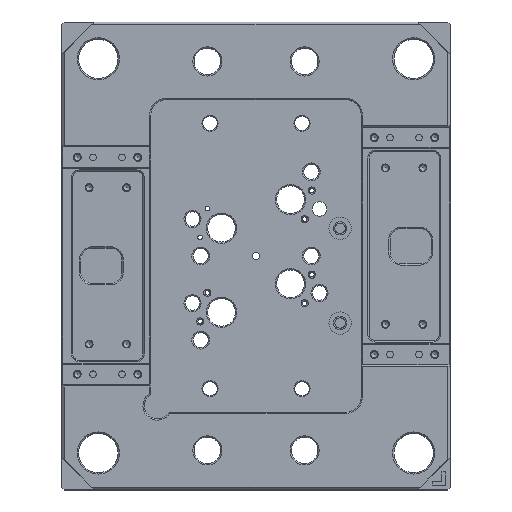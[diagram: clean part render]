
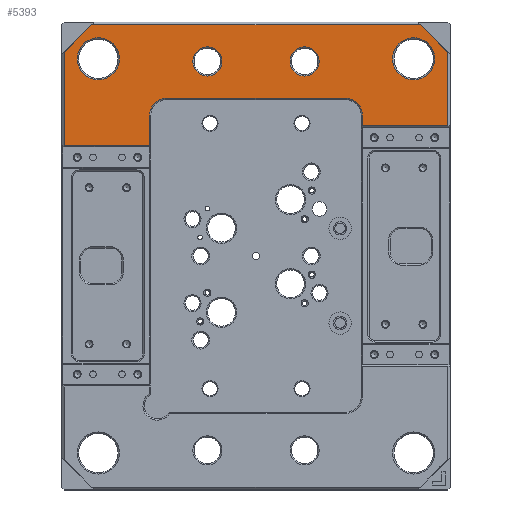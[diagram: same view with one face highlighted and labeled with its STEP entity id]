
A CAD part, top view. The second image highlights one B-rep face of the part: STEP entity #5393.
In plain terms, the highlighted planar face has unit normal (0, 0, 1).
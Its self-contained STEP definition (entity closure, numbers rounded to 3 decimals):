
#2904=LINE('',#28117,#4188);
#2905=LINE('',#28120,#4189);
#2906=LINE('',#28122,#4190);
#2907=LINE('',#28124,#4191);
#2908=LINE('',#28126,#4192);
#2909=LINE('',#28128,#4193);
#2910=LINE('',#28130,#4194);
#2911=LINE('',#28132,#4195);
#2912=LINE('',#28134,#4196);
#2913=LINE('',#28138,#4197);
#4188=VECTOR('',#22433,1.);
#4189=VECTOR('',#22434,1.);
#4190=VECTOR('',#22435,1.);
#4191=VECTOR('',#22436,1.);
#4192=VECTOR('',#22437,1.);
#4193=VECTOR('',#22438,1.);
#4194=VECTOR('',#22439,1.);
#4195=VECTOR('',#22440,1.);
#4196=VECTOR('',#22441,1.);
#4197=VECTOR('',#22444,1.);
#5393=ADVANCED_FACE('',(#7078,#7079,#7080,#7081,#7082),#6526,.T.);
#6526=PLANE('',#20003);
#7078=FACE_BOUND('',#7778,.T.);
#7079=FACE_BOUND('',#7779,.T.);
#7080=FACE_BOUND('',#7780,.T.);
#7081=FACE_BOUND('',#7781,.T.);
#7082=FACE_BOUND('',#7782,.T.);
#7778=EDGE_LOOP('',(#9484));
#7779=EDGE_LOOP('',(#9485));
#7780=EDGE_LOOP('',(#9486));
#7781=EDGE_LOOP('',(#9487));
#7782=EDGE_LOOP('',(#9488,#9489,#9490,#9491,#9492,#9493,#9494,#9495,#9496,
#9497,#9498,#9499));
#9484=ORIENTED_EDGE('',*,*,#16476,.T.);
#9485=ORIENTED_EDGE('',*,*,#16477,.T.);
#9486=ORIENTED_EDGE('',*,*,#16478,.T.);
#9487=ORIENTED_EDGE('',*,*,#16479,.T.);
#9488=ORIENTED_EDGE('',*,*,#16480,.T.);
#9489=ORIENTED_EDGE('',*,*,#16481,.T.);
#9490=ORIENTED_EDGE('',*,*,#16482,.T.);
#9491=ORIENTED_EDGE('',*,*,#16483,.F.);
#9492=ORIENTED_EDGE('',*,*,#16484,.T.);
#9493=ORIENTED_EDGE('',*,*,#16485,.T.);
#9494=ORIENTED_EDGE('',*,*,#16486,.T.);
#9495=ORIENTED_EDGE('',*,*,#16487,.T.);
#9496=ORIENTED_EDGE('',*,*,#16488,.T.);
#9497=ORIENTED_EDGE('',*,*,#16489,.T.);
#9498=ORIENTED_EDGE('',*,*,#16490,.T.);
#9499=ORIENTED_EDGE('',*,*,#16491,.T.);
#14674=VERTEX_POINT('',#28110);
#14675=VERTEX_POINT('',#28112);
#14676=VERTEX_POINT('',#28114);
#14677=VERTEX_POINT('',#28116);
#14678=VERTEX_POINT('',#28118);
#14679=VERTEX_POINT('',#28119);
#14680=VERTEX_POINT('',#28121);
#14681=VERTEX_POINT('',#28123);
#14682=VERTEX_POINT('',#28125);
#14683=VERTEX_POINT('',#28127);
#14684=VERTEX_POINT('',#28129);
#14685=VERTEX_POINT('',#28131);
#14686=VERTEX_POINT('',#28133);
#14687=VERTEX_POINT('',#28135);
#14688=VERTEX_POINT('',#28137);
#14689=VERTEX_POINT('',#28139);
#16476=EDGE_CURVE('',#14674,#14674,#18961,.T.);
#16477=EDGE_CURVE('',#14675,#14675,#18962,.T.);
#16478=EDGE_CURVE('',#14676,#14676,#18963,.T.);
#16479=EDGE_CURVE('',#14677,#14677,#18964,.T.);
#16480=EDGE_CURVE('',#14678,#14679,#2904,.T.);
#16481=EDGE_CURVE('',#14679,#14680,#2905,.T.);
#16482=EDGE_CURVE('',#14680,#14681,#2906,.T.);
#16483=EDGE_CURVE('',#14682,#14681,#2907,.T.);
#16484=EDGE_CURVE('',#14682,#14683,#2908,.T.);
#16485=EDGE_CURVE('',#14683,#14684,#2909,.T.);
#16486=EDGE_CURVE('',#14684,#14685,#2910,.T.);
#16487=EDGE_CURVE('',#14685,#14686,#2911,.T.);
#16488=EDGE_CURVE('',#14686,#14687,#2912,.T.);
#16489=EDGE_CURVE('',#14687,#14688,#18965,.T.);
#16490=EDGE_CURVE('',#14688,#14689,#2913,.T.);
#16491=EDGE_CURVE('',#14689,#14678,#18966,.T.);
#18961=CIRCLE('',#19997,16.);
#18962=CIRCLE('',#19998,11.1);
#18963=CIRCLE('',#19999,11.1);
#18964=CIRCLE('',#20000,16.);
#18965=CIRCLE('',#20001,13.);
#18966=CIRCLE('',#20002,13.);
#19997=AXIS2_PLACEMENT_3D('',#28109,#22425,#22426);
#19998=AXIS2_PLACEMENT_3D('',#28111,#22427,#22428);
#19999=AXIS2_PLACEMENT_3D('',#28113,#22429,#22430);
#20000=AXIS2_PLACEMENT_3D('',#28115,#22431,#22432);
#20001=AXIS2_PLACEMENT_3D('',#28136,#22442,#22443);
#20002=AXIS2_PLACEMENT_3D('',#28140,#22445,#22446);
#20003=AXIS2_PLACEMENT_3D('',#28141,#22447,#22448);
#22425=DIRECTION('',(0.,0.,-1.));
#22426=DIRECTION('',(1.,0.,0.));
#22427=DIRECTION('',(0.,0.,-1.));
#22428=DIRECTION('',(1.,0.,0.));
#22429=DIRECTION('',(0.,0.,-1.));
#22430=DIRECTION('',(1.,0.,0.));
#22431=DIRECTION('',(0.,0.,-1.));
#22432=DIRECTION('',(1.,0.,0.));
#22433=DIRECTION('',(0.,-1.,0.));
#22434=DIRECTION('',(1.,0.,0.));
#22435=DIRECTION('',(0.,1.,0.));
#22436=DIRECTION('',(0.707,-0.707,0.));
#22437=DIRECTION('',(-1.,0.,0.));
#22438=DIRECTION('',(-0.707,-0.707,0.));
#22439=DIRECTION('',(0.,-1.,0.));
#22440=DIRECTION('',(1.,0.,0.));
#22441=DIRECTION('',(0.,1.,0.));
#22442=DIRECTION('',(0.,0.,-1.));
#22443=DIRECTION('',(1.,0.,0.));
#22444=DIRECTION('',(1.,0.,0.));
#22445=DIRECTION('',(0.,0.,-1.));
#22446=DIRECTION('',(1.,0.,0.));
#22447=DIRECTION('',(0.,0.,1.));
#22448=DIRECTION('',(1.,0.,0.));
#28109=CARTESIAN_POINT('',(-120.,150.,-1.));
#28110=CARTESIAN_POINT('',(-104.,150.,-1.));
#28111=CARTESIAN_POINT('',(-37.,148.,-1.));
#28112=CARTESIAN_POINT('',(-25.9,148.,-1.));
#28113=CARTESIAN_POINT('',(37.,148.,-1.));
#28114=CARTESIAN_POINT('',(48.1,148.,-1.));
#28115=CARTESIAN_POINT('',(120.,150.,-1.));
#28116=CARTESIAN_POINT('',(136.,150.,-1.));
#28117=CARTESIAN_POINT('',(81.,98.005,-1.));
#28118=CARTESIAN_POINT('',(81.,107.,-1.));
#28119=CARTESIAN_POINT('',(81.,99.005,-1.));
#28120=CARTESIAN_POINT('',(0.,99.005,-1.));
#28121=CARTESIAN_POINT('',(146.,99.005,-1.));
#28122=CARTESIAN_POINT('',(146.,0.,-1.));
#28123=CARTESIAN_POINT('',(146.,155.,-1.));
#28124=CARTESIAN_POINT('',(168.,133.,-1.));
#28125=CARTESIAN_POINT('',(125.,176.,-1.));
#28126=CARTESIAN_POINT('',(0.,176.,-1.));
#28127=CARTESIAN_POINT('',(-125.,176.,-1.));
#28128=CARTESIAN_POINT('',(-168.,133.,-1.));
#28129=CARTESIAN_POINT('',(-146.,155.,-1.));
#28130=CARTESIAN_POINT('',(-146.,0.,-1.));
#28131=CARTESIAN_POINT('',(-146.,83.995,-1.));
#28132=CARTESIAN_POINT('',(0.,83.995,-1.));
#28133=CARTESIAN_POINT('',(-81.,83.995,-1.));
#28134=CARTESIAN_POINT('',(-81.,107.,-1.));
#28135=CARTESIAN_POINT('',(-81.,107.,-1.));
#28136=CARTESIAN_POINT('',(-68.,107.,-1.));
#28137=CARTESIAN_POINT('',(-68.,120.,-1.));
#28138=CARTESIAN_POINT('',(68.,120.,-1.));
#28139=CARTESIAN_POINT('',(68.,120.,-1.));
#28140=CARTESIAN_POINT('',(68.,107.,-1.));
#28141=CARTESIAN_POINT('',(0.,0.,-1.));
